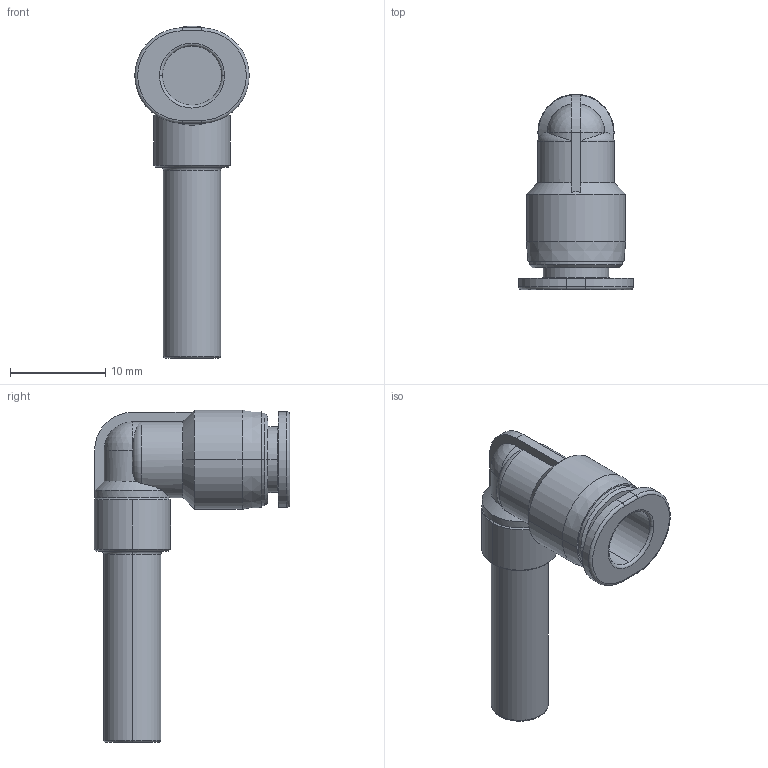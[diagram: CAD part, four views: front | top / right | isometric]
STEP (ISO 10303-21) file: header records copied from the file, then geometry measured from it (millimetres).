
FILE_DESCRIPTION((''),'2;1');
FILE_NAME('PLJ06C-mdt.stp','2017-07-24T14:48:10',(''),(''),'Mechanical Desktop 2009','Mechanical Desktop 2009',', , ');
FILE_SCHEMA(('CONFIG_CONTROL_DESIGN'));
Length unit declared in the file: millimetre
Products named in the file (4): PLJ06C-MDTA; PLJ06C-MDT; COLLAR-L06C; PJ
Assembly tree (3 placements, depth 2):
  PLJ06C-MDTA
    PLJ06C-MDT
    COLLAR-L06C
    PJ
Bounding box: 12 x 20.5 x 34.8 mm (x, y, z)
Volume: 1521.3 mm3; surface area: 1837.4 mm2
Topology: 1 solids, 1 shells, 74 faces, 167 edges, 102 vertices
Faces by surface type: cylinder 25, plane 23, cone 12, torus 8, bspline 4, sphere 2
Full cylindrical faces by diameter (mm): 7.9 x1
Entity records: 2455 total; most frequent: CARTESIAN_POINT 659, DIRECTION 378, ORIENTED_EDGE 334, EDGE_CURVE 167, AXIS2_PLACEMENT_3D 160, VERTEX_POINT 102, CIRCLE 86, EDGE_LOOP 81
